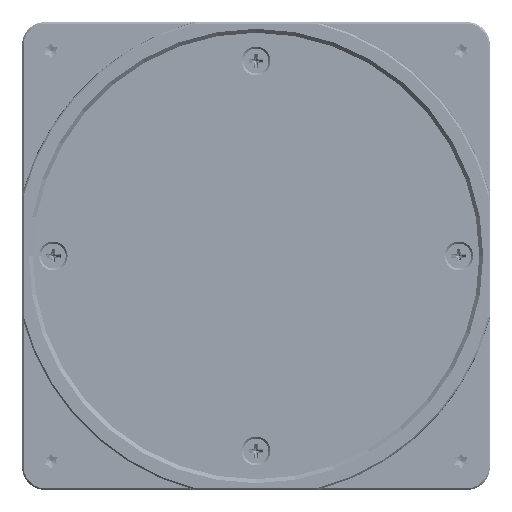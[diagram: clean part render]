
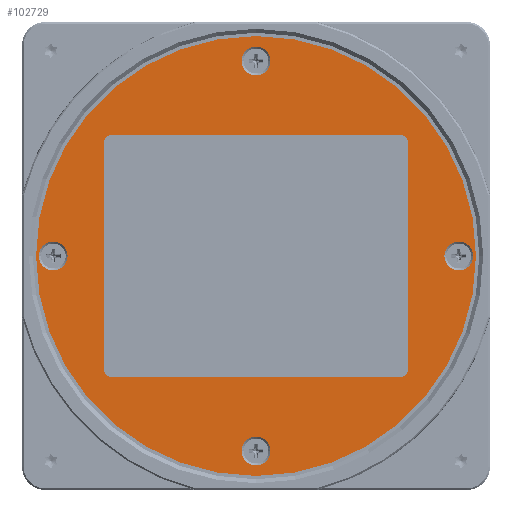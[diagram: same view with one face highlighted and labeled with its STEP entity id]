
A CAD part, front view. The second image highlights one B-rep face of the part: STEP entity #102729.
In plain terms, the highlighted face is planar.
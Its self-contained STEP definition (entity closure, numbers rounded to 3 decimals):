
#102062=CARTESIAN_POINT('',(0.,0.,0.));
#102063=DIRECTION('',(0.,0.,1.));
#102064=DIRECTION('',(1.,0.,0.));
#102065=AXIS2_PLACEMENT_3D('',#102062,#102063,#102064);
#102070=CARTESIAN_POINT('',(0.,0.,0.));
#102071=DIRECTION('',(0.,0.,1.));
#102072=DIRECTION('',(-1.,0.,0.));
#102073=AXIS2_PLACEMENT_3D('',#102070,#102071,#102072);
#102078=DIRECTION('',(0.,1.,0.));
#102079=VECTOR('',#102078,29.);
#102080=CARTESIAN_POINT('',(-19.5,-14.5,0.));
#102081=LINE('',#102080,#102079);
#102085=DIRECTION('',(1.,0.,0.));
#102086=VECTOR('',#102085,37.);
#102087=CARTESIAN_POINT('',(-18.5,15.5,0.));
#102088=LINE('',#102087,#102086);
#102092=DIRECTION('',(0.,-1.,0.));
#102093=VECTOR('',#102092,29.);
#102094=CARTESIAN_POINT('',(19.5,14.5,0.));
#102095=LINE('',#102094,#102093);
#102099=DIRECTION('',(-1.,0.,0.));
#102100=VECTOR('',#102099,37.);
#102101=CARTESIAN_POINT('',(18.5,-15.5,0.));
#102102=LINE('',#102101,#102100);
#102106=CARTESIAN_POINT('',(-26.,0.,0.));
#102107=DIRECTION('',(0.,0.,1.));
#102108=DIRECTION('',(1.,0.,0.));
#102109=AXIS2_PLACEMENT_3D('',#102106,#102107,#102108);
#102114=CARTESIAN_POINT('',(-26.,0.,0.));
#102115=DIRECTION('',(0.,0.,1.));
#102116=DIRECTION('',(-1.,0.,0.));
#102117=AXIS2_PLACEMENT_3D('',#102114,#102115,#102116);
#102122=CARTESIAN_POINT('',(0.,25.,0.));
#102123=DIRECTION('',(0.,0.,1.));
#102124=DIRECTION('',(-1.,0.,0.));
#102125=AXIS2_PLACEMENT_3D('',#102122,#102123,#102124);
#102130=CARTESIAN_POINT('',(0.,25.,0.));
#102131=DIRECTION('',(0.,0.,1.));
#102132=DIRECTION('',(1.,0.,0.));
#102133=AXIS2_PLACEMENT_3D('',#102130,#102131,#102132);
#102138=CARTESIAN_POINT('',(26.,0.,0.));
#102139=DIRECTION('',(0.,0.,1.));
#102140=DIRECTION('',(1.,0.,0.));
#102141=AXIS2_PLACEMENT_3D('',#102138,#102139,#102140);
#102146=CARTESIAN_POINT('',(26.,0.,0.));
#102147=DIRECTION('',(0.,0.,1.));
#102148=DIRECTION('',(-1.,0.,0.));
#102149=AXIS2_PLACEMENT_3D('',#102146,#102147,#102148);
#102154=CARTESIAN_POINT('',(0.,-25.,0.));
#102155=DIRECTION('',(0.,0.,1.));
#102156=DIRECTION('',(-1.,0.,0.));
#102157=AXIS2_PLACEMENT_3D('',#102154,#102155,#102156);
#102162=CARTESIAN_POINT('',(0.,-25.,0.));
#102163=DIRECTION('',(0.,0.,1.));
#102164=DIRECTION('',(1.,0.,0.));
#102165=AXIS2_PLACEMENT_3D('',#102162,#102163,#102164);
#102482=CARTESIAN_POINT('',(-18.5,14.5,0.));
#102483=DIRECTION('',(0.,0.,1.));
#102484=DIRECTION('',(0.,1.,0.));
#102485=AXIS2_PLACEMENT_3D('',#102482,#102483,#102484);
#102512=CARTESIAN_POINT('',(-18.5,-14.5,0.));
#102513=DIRECTION('',(0.,0.,1.));
#102514=DIRECTION('',(-1.,0.,0.));
#102515=AXIS2_PLACEMENT_3D('',#102512,#102513,#102514);
#102542=CARTESIAN_POINT('',(18.5,-14.5,0.));
#102543=DIRECTION('',(0.,0.,1.));
#102544=DIRECTION('',(0.,-1.,0.));
#102545=AXIS2_PLACEMENT_3D('',#102542,#102543,#102544);
#102572=CARTESIAN_POINT('',(18.5,14.5,0.));
#102573=DIRECTION('',(0.,0.,1.));
#102574=DIRECTION('',(1.,0.,0.));
#102575=AXIS2_PLACEMENT_3D('',#102572,#102573,#102574);
#102588=CARTESIAN_POINT('',(28.2,0.,0.));
#102589=CARTESIAN_POINT('',(-28.2,0.,0.));
#102590=VERTEX_POINT('',#102588);
#102591=VERTEX_POINT('',#102589);
#102612=CARTESIAN_POINT('',(-19.5,-14.5,0.));
#102614=VERTEX_POINT('',#102612);
#102616=CARTESIAN_POINT('',(-18.5,-15.5,0.));
#102618=VERTEX_POINT('',#102616);
#102620=CARTESIAN_POINT('',(-18.5,15.5,0.));
#102622=VERTEX_POINT('',#102620);
#102624=CARTESIAN_POINT('',(-19.5,14.5,0.));
#102626=VERTEX_POINT('',#102624);
#102628=CARTESIAN_POINT('',(19.5,14.5,0.));
#102630=VERTEX_POINT('',#102628);
#102632=CARTESIAN_POINT('',(18.5,15.5,0.));
#102634=VERTEX_POINT('',#102632);
#102636=CARTESIAN_POINT('',(18.5,-15.5,0.));
#102638=VERTEX_POINT('',#102636);
#102640=CARTESIAN_POINT('',(19.5,-14.5,0.));
#102642=VERTEX_POINT('',#102640);
#102644=CARTESIAN_POINT('',(-24.15,0.,0.));
#102645=CARTESIAN_POINT('',(-27.85,0.,0.));
#102646=VERTEX_POINT('',#102644);
#102647=VERTEX_POINT('',#102645);
#102652=CARTESIAN_POINT('',(-1.85,25.,0.));
#102653=CARTESIAN_POINT('',(1.85,25.,0.));
#102654=VERTEX_POINT('',#102652);
#102655=VERTEX_POINT('',#102653);
#102660=CARTESIAN_POINT('',(27.85,0.,0.));
#102661=CARTESIAN_POINT('',(24.15,0.,0.));
#102662=VERTEX_POINT('',#102660);
#102663=VERTEX_POINT('',#102661);
#102668=CARTESIAN_POINT('',(-1.85,-25.,0.));
#102669=CARTESIAN_POINT('',(1.85,-25.,0.));
#102670=VERTEX_POINT('',#102668);
#102671=VERTEX_POINT('',#102669);
#102676=CARTESIAN_POINT('',(0.,0.,0.));
#102677=DIRECTION('',(0.,0.,1.));
#102678=DIRECTION('',(1.,0.,0.));
#102679=AXIS2_PLACEMENT_3D('',#102676,#102677,#102678);
#102680=PLANE('',#102679);
#102682=ORIENTED_EDGE('',*,*,#102681,.T.);
#102684=ORIENTED_EDGE('',*,*,#102683,.T.);
#102685=EDGE_LOOP('',(#102682,#102684));
#102686=FACE_OUTER_BOUND('',#102685,.F.);
#102688=ORIENTED_EDGE('',*,*,#102687,.T.);
#102690=ORIENTED_EDGE('',*,*,#102689,.F.);
#102692=ORIENTED_EDGE('',*,*,#102691,.T.);
#102694=ORIENTED_EDGE('',*,*,#102693,.F.);
#102696=ORIENTED_EDGE('',*,*,#102695,.T.);
#102698=ORIENTED_EDGE('',*,*,#102697,.F.);
#102700=ORIENTED_EDGE('',*,*,#102699,.T.);
#102702=ORIENTED_EDGE('',*,*,#102701,.F.);
#102703=EDGE_LOOP('',(#102688,#102690,#102692,#102694,#102696,#102698,#102700,
#102702));
#102704=FACE_BOUND('',#102703,.F.);
#102706=ORIENTED_EDGE('',*,*,#102705,.F.);
#102708=ORIENTED_EDGE('',*,*,#102707,.F.);
#102709=EDGE_LOOP('',(#102706,#102708));
#102710=FACE_BOUND('',#102709,.F.);
#102712=ORIENTED_EDGE('',*,*,#102711,.F.);
#102714=ORIENTED_EDGE('',*,*,#102713,.F.);
#102715=EDGE_LOOP('',(#102712,#102714));
#102716=FACE_BOUND('',#102715,.F.);
#102718=ORIENTED_EDGE('',*,*,#102717,.F.);
#102720=ORIENTED_EDGE('',*,*,#102719,.F.);
#102721=EDGE_LOOP('',(#102718,#102720));
#102722=FACE_BOUND('',#102721,.F.);
#102724=ORIENTED_EDGE('',*,*,#102723,.F.);
#102726=ORIENTED_EDGE('',*,*,#102725,.F.);
#102727=EDGE_LOOP('',(#102724,#102726));
#102728=FACE_BOUND('',#102727,.F.);
#102729=ADVANCED_FACE('',(#102686,#102704,#102710,#102716,#102722,#102728),
#102680,.F.);
#102066=CIRCLE('',#102065,28.2);
#102074=CIRCLE('',#102073,28.2);
#102110=CIRCLE('',#102109,1.85);
#102118=CIRCLE('',#102117,1.85);
#102126=CIRCLE('',#102125,1.85);
#102134=CIRCLE('',#102133,1.85);
#102142=CIRCLE('',#102141,1.85);
#102150=CIRCLE('',#102149,1.85);
#102158=CIRCLE('',#102157,1.85);
#102166=CIRCLE('',#102165,1.85);
#102486=CIRCLE('',#102485,1.);
#102516=CIRCLE('',#102515,1.);
#102546=CIRCLE('',#102545,1.);
#102576=CIRCLE('',#102575,1.);
#102681=EDGE_CURVE('',#102590,#102591,#102066,.T.);
#102683=EDGE_CURVE('',#102591,#102590,#102074,.T.);
#102687=EDGE_CURVE('',#102614,#102626,#102081,.T.);
#102689=EDGE_CURVE('',#102622,#102626,#102486,.T.);
#102691=EDGE_CURVE('',#102622,#102634,#102088,.T.);
#102693=EDGE_CURVE('',#102630,#102634,#102576,.T.);
#102695=EDGE_CURVE('',#102630,#102642,#102095,.T.);
#102697=EDGE_CURVE('',#102638,#102642,#102546,.T.);
#102699=EDGE_CURVE('',#102638,#102618,#102102,.T.);
#102701=EDGE_CURVE('',#102614,#102618,#102516,.T.);
#102705=EDGE_CURVE('',#102646,#102647,#102110,.T.);
#102707=EDGE_CURVE('',#102647,#102646,#102118,.T.);
#102711=EDGE_CURVE('',#102654,#102655,#102126,.T.);
#102713=EDGE_CURVE('',#102655,#102654,#102134,.T.);
#102717=EDGE_CURVE('',#102662,#102663,#102142,.T.);
#102719=EDGE_CURVE('',#102663,#102662,#102150,.T.);
#102723=EDGE_CURVE('',#102670,#102671,#102158,.T.);
#102725=EDGE_CURVE('',#102671,#102670,#102166,.T.);
